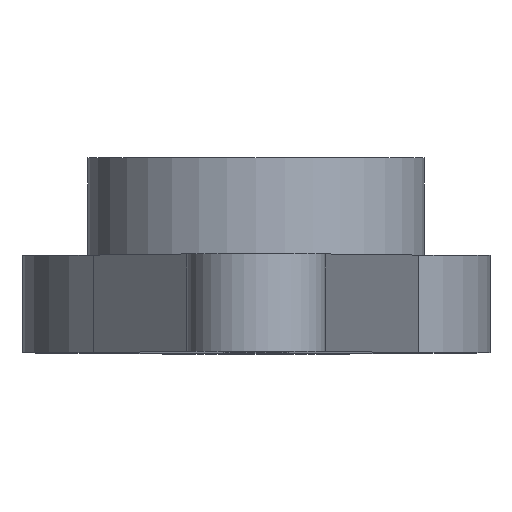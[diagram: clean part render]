
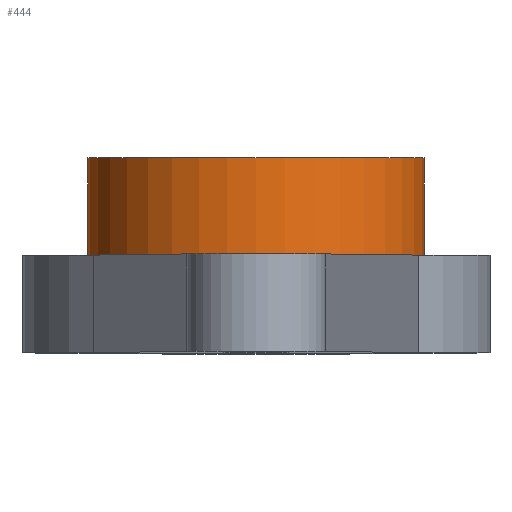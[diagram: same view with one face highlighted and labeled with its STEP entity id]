
A CAD part, top view. The second image highlights one B-rep face of the part: STEP entity #444.
In plain terms, the highlighted cylindrical face has radius 3.88 mm (diameter 7.759 mm), a full revolution.
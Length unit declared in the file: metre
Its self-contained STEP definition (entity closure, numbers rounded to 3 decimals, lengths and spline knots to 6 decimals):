
#59=CYLINDRICAL_SURFACE('',#521,0.00388);
#151=ORIENTED_EDGE('',*,*,#209,.F.);
#152=ORIENTED_EDGE('',*,*,#183,.T.);
#183=EDGE_CURVE('',#233,#233,#271,.T.);
#209=EDGE_CURVE('',#251,#251,#285,.T.);
#233=VERTEX_POINT('',#715);
#251=VERTEX_POINT('',#777);
#271=CIRCLE('',#488,0.00388);
#285=CIRCLE('',#520,0.00388);
#339=EDGE_LOOP('',(#151));
#340=EDGE_LOOP('',(#152));
#401=FACE_BOUND('',#339,.T.);
#402=FACE_BOUND('',#340,.T.);
#444=ADVANCED_FACE('',(#401,#402),#59,.T.);
#488=AXIS2_PLACEMENT_3D('',#714,#574,#575);
#520=AXIS2_PLACEMENT_3D('',#776,#650,#651);
#521=AXIS2_PLACEMENT_3D('',#778,#652,#653);
#574=DIRECTION('',(0.,1.,0.));
#575=DIRECTION('',(0.,0.,1.));
#650=DIRECTION('',(0.,1.,0.));
#651=DIRECTION('',(0.,0.,1.));
#652=DIRECTION('',(0.,-1.,0.));
#653=DIRECTION('',(0.,0.,-1.));
#714=CARTESIAN_POINT('',(0.,0.00225,0.));
#715=CARTESIAN_POINT('',(0.,0.00225,0.00388));
#776=CARTESIAN_POINT('',(0.,0.0045,0.));
#777=CARTESIAN_POINT('',(0.,0.0045,0.00388));
#778=CARTESIAN_POINT('',(0.,0.0045,0.));
